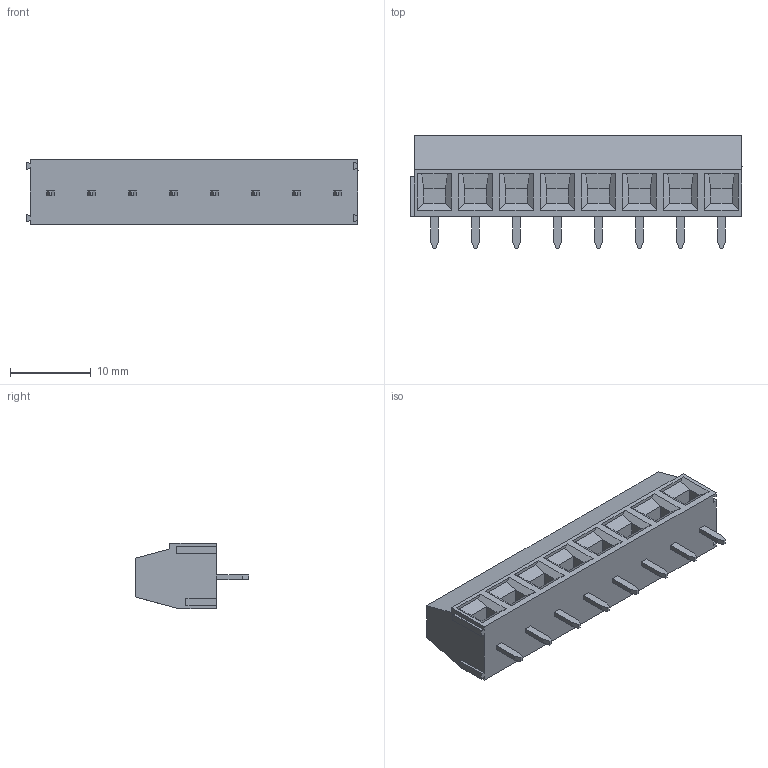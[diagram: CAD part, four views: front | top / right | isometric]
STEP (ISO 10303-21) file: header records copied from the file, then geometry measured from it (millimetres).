
FILE_DESCRIPTION (( 'STEP AP214' ), '1' );
FILE_NAME ('DG127-5.08-08P-4Y-00AH.STEP', '2021-01-02T22:25:29', ( '' ), ( '' ), 'SwSTEP 2.0', 'SolidWorks 2020', '' );
FILE_SCHEMA (( 'AUTOMOTIVE_DESIGN' ));
Length unit declared in the file: millimetre
Products named in the file (1): DG127-5.08-08P-4Y-00AH
Bounding box: 41.14 x 14.1 x 8.1 mm (x, y, z)
Volume: 2571.4 mm3; surface area: 2380.5 mm2
Topology: 1 solids, 1 shells, 633 faces, 1667 edges, 1098 vertices
Faces by surface type: plane 416, bspline 161, cylinder 32, torus 24
Entity records: 32723 total; most frequent: CARTESIAN_POINT 12840, ORIENTED_EDGE 3334, DIRECTION 2339, EDGE_CURVE 1667, LINE 1137, VECTOR 1137, VERTEX_POINT 1098, EDGE_LOOP 695
